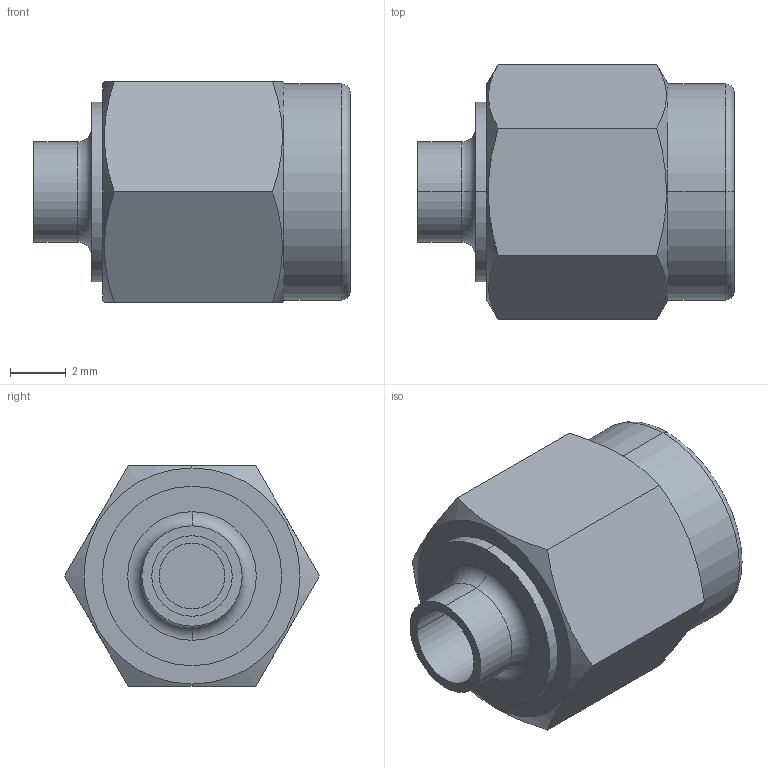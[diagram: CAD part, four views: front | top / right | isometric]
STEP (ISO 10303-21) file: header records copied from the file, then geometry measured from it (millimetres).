
FILE_DESCRIPTION (( 'STEP AP203' ), '1' );
FILE_NAME ('M-SP033.STEP', '2022-07-19T04:10:43', ( '' ), ( '' ), 'SwSTEP 2.0', 'SolidWorks 2018', '' );
FILE_SCHEMA (( 'CONFIG_CONTROL_DESIGN' ));
Length unit declared in the file: inch
Products named in the file (1): M-SP033
Bounding box: 11.38 x 9.17 x 7.94 mm (x, y, z)
Volume: 349.8 mm3; surface area: 585.5 mm2
Topology: 1 solids, 1 shells, 67 faces, 160 edges, 104 vertices
Faces by surface type: cylinder 38, plane 17, cone 6, torus 4, bspline 2
Entity records: 2735 total; most frequent: CARTESIAN_POINT 1206, ORIENTED_EDGE 320, DIRECTION 288, EDGE_CURVE 160, AXIS2_PLACEMENT_3D 120, VERTEX_POINT 104, EDGE_LOOP 76, ADVANCED_FACE 67
